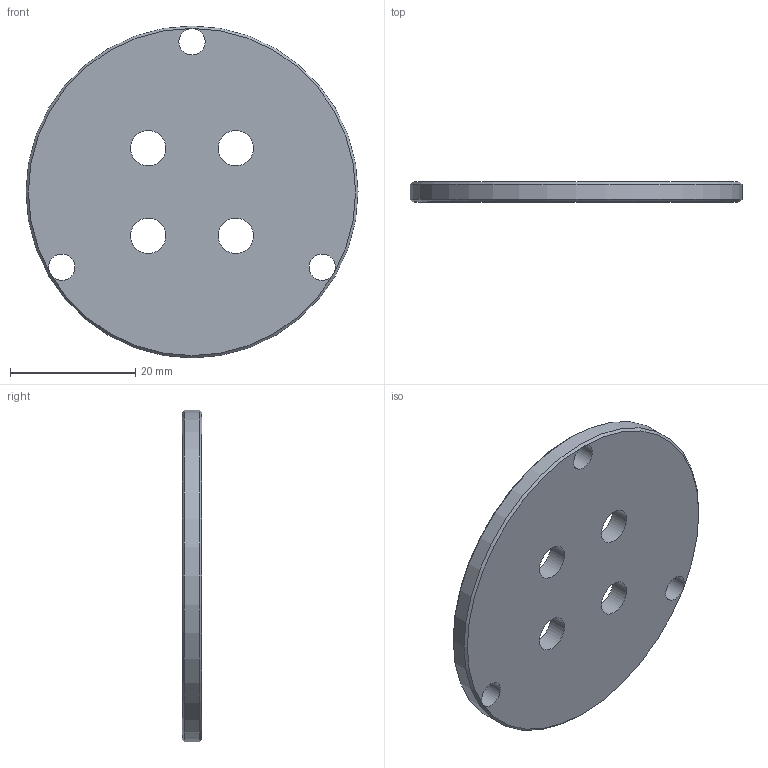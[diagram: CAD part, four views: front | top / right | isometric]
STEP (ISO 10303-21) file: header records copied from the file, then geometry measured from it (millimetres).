
FILE_DESCRIPTION(/* description */ (''),/* implementation_level */ '2;1');
FILE_NAME(/* name */ 'QMC-CRYOPLATEBF-04 v1.step',/* time_stamp */ '2023-07-19T15:01:33-04:00',/* author */ (''),/* organization */ (''),/* preprocessor_version */ 'ST-DEVELOPER v19.2',/* originating_system */ 'Autodesk Translation Framework v12.6.0.85',/* authorisation */ '');
FILE_SCHEMA (('AUTOMOTIVE_DESIGN { 1 0 10303 214 3 1 1 }'));
Length unit declared in the file: inch
Products named in the file (3): QMC-CRYOPLATEBF-04; Component2; Component4
Assembly tree (2 placements, depth 2):
  QMC-CRYOPLATEBF-04
    Component2
    Component4
Bounding box: 53 x 3.18 x 53 mm (x, y, z)
Volume: 6548 mm3; surface area: 4935.9 mm2
Topology: 1 solids, 1 shells, 12 faces, 30 edges, 20 vertices
Faces by surface type: cylinder 8, cone 2, plane 2
Full cylindrical faces by diameter (mm): 4.2 x3, 5.664 x4, 53 x1
Entity records: 495 total; most frequent: DIRECTION 84, CARTESIAN_POINT 67, ORIENTED_EDGE 60, AXIS2_PLACEMENT_3D 37, EDGE_CURVE 30, EDGE_LOOP 26, CIRCLE 20, VERTEX_POINT 20
